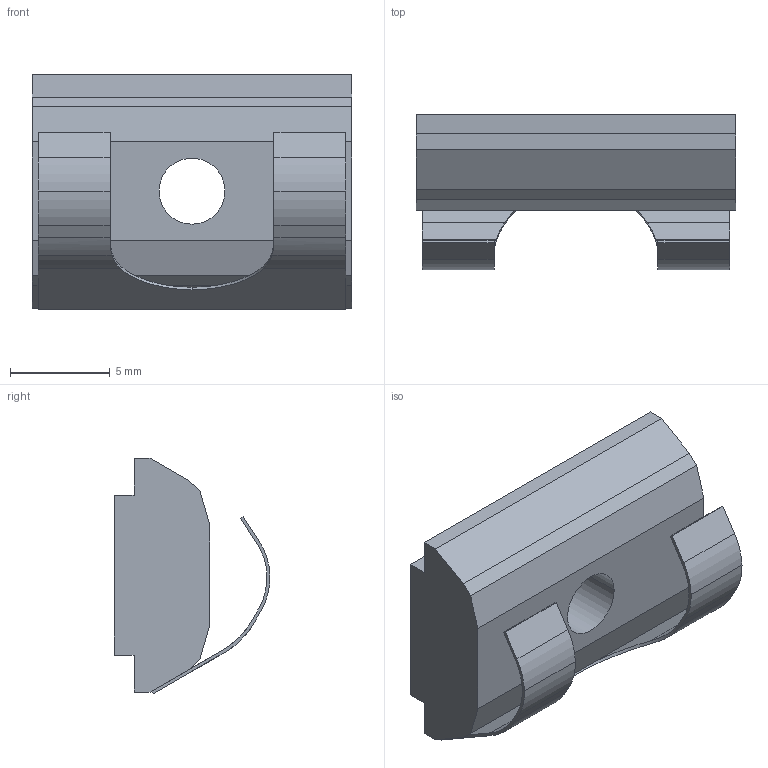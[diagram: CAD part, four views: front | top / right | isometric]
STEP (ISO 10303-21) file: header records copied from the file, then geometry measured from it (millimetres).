
FILE_DESCRIPTION(('STEP AP214'),'1');
FILE_NAME('cctmp_EEA19B69-4944-474E-BFBD-33E3DDB5F583_2022_06_24_09_10_46_0565_3816..stp','2022-06-24T07:10:46',('Bosch Rexroth AG'),('CADClick - www.CADClick.com'),'Spatial InterOp 3D',' ','unknown authorization - (Healing Option Enabled)');
FILE_SCHEMA(('AUTOMOTIVE_DESIGN'));
Length unit declared in the file: millimetre
Products named in the file (1): 2022_06_24_09_10_46_0565
Bounding box: 16 x 7.8 x 11.78 mm (x, y, z)
Volume: 714.9 mm3; surface area: 766.4 mm2
Topology: 1 solids, 1 shells, 55 faces, 155 edges, 102 vertices
Faces by surface type: plane 35, cylinder 20
Entity records: 2315 total; most frequent: CARTESIAN_POINT 401, ORIENTED_EDGE 310, DIRECTION 297, EDGE_CURVE 155, LINE 109, VECTOR 109, VERTEX_POINT 102, AXIS2_PLACEMENT_3D 94
